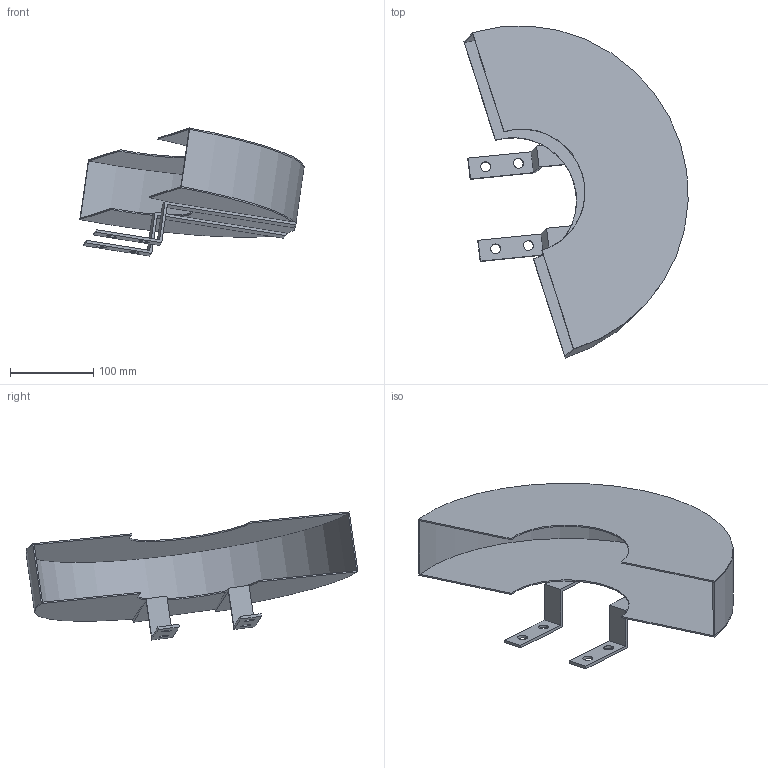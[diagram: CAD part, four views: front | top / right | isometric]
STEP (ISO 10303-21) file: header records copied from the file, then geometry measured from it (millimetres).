
FILE_DESCRIPTION (( 'STEP AP203' ), '1' );
FILE_NAME ('BladeGuard.STEP', '2012-06-25T20:48:53', ( '' ), ( '' ), 'SwSTEP 2.0', 'SolidWorks 2010', '' );
FILE_SCHEMA (( 'CONFIG_CONTROL_DESIGN' ));
Length unit declared in the file: millimetre
Products named in the file (4): BladeGuard; GuardFlat; GuardSide; GuardSupport
Assembly tree (5 placements, depth 2):
  BladeGuard
    GuardSupport  x2
    GuardSide  x2
    GuardFlat
Bounding box: 268.85 x 397.72 x 153.41 mm (x, y, z)
Volume: 285841.5 mm3; surface area: 341678.3 mm2
Topology: 5 solids, 5 shells, 46 faces, 108 edges, 72 vertices
Faces by surface type: plane 32, cylinder 14
Entity records: 1226 total; most frequent: DIRECTION 144, CARTESIAN_POINT 134, ORIENTED_EDGE 120, EDGE_CURVE 60, AXIS2_PLACEMENT_3D 50, LINE 44, VECTOR 44, VERTEX_POINT 40
